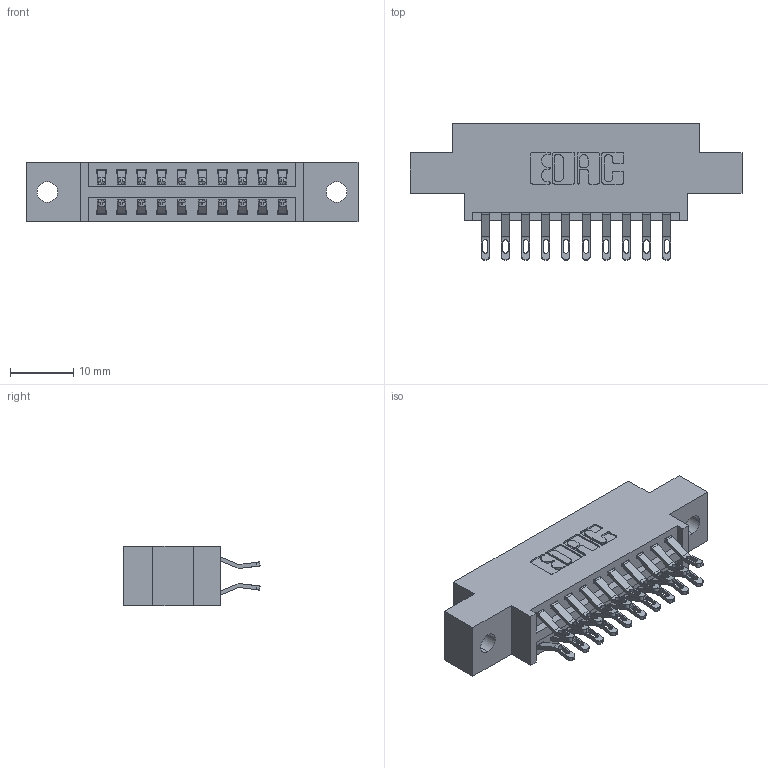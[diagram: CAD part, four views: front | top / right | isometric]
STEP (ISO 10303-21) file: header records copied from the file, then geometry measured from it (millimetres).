
FILE_DESCRIPTION (( 'STEP AP203' ), '1' );
FILE_NAME ('346-020-555-802.STEP', '2022-05-18T19:39:23', ( '' ), ( '' ), 'SwSTEP 2.0', 'SolidWorks 2020', '' );
FILE_SCHEMA (( 'CONFIG_CONTROL_DESIGN' ));
Length unit declared in the file: inch
Products named in the file (3): 346-020-555-802; 345-292-001_555 Tail; 346 Part_0.170 Offset - 0.128 Dia
Assembly tree (21 placements, depth 2):
  346-020-555-802
    346 Part_0.170 Offset - 0.128 Dia
    345-292-001_555 Tail  x20
Bounding box: 52.32 x 21.46 x 9.4 mm (x, y, z)
Volume: 4720.4 mm3; surface area: 6102.7 mm2
Topology: 21 solids, 21 shells, 1286 faces, 4001 edges, 2666 vertices
Faces by surface type: plane 740, cylinder 546
Entity records: 11295 total; most frequent: CARTESIAN_POINT 1942, ORIENTED_EDGE 1846, DIRECTION 1731, EDGE_CURVE 923, VECTOR 731, LINE 731, VERTEX_POINT 614, AXIS2_PLACEMENT_3D 500
